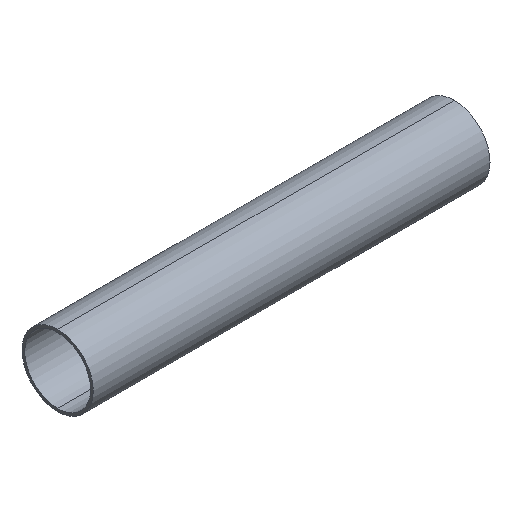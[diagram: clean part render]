
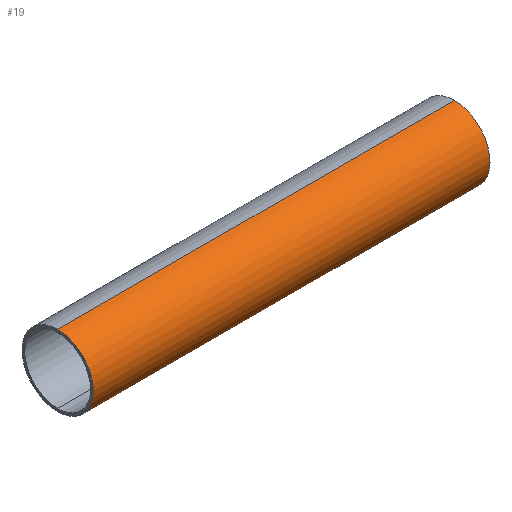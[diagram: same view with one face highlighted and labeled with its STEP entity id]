
A CAD part, isometric view. The second image highlights one B-rep face of the part: STEP entity #19.
In plain terms, the highlighted cylindrical face has radius 6.5 mm (diameter 13 mm), a partial arc.
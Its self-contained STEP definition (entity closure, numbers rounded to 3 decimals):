
#6 = CARTESIAN_POINT ( 'NONE',  ( 36.2, 0., 6.5 ) ) ;
#10 = VERTEX_POINT ( 'NONE', #32 ) ;
#19 = ADVANCED_FACE ( 'NONE', ( #198 ), #131, .T. ) ;
#28 = AXIS2_PLACEMENT_3D ( 'NONE', #134, #68, #65 ) ;
#32 = CARTESIAN_POINT ( 'NONE',  ( 36.2, 0., 6.5 ) ) ;
#39 = CARTESIAN_POINT ( 'NONE',  ( -36.2, 0., -6.5 ) ) ;
#43 = EDGE_CURVE ( 'NONE', #177, #155, #149, .T. ) ;
#50 = DIRECTION ( 'NONE',  ( 1., 0., 0. ) ) ;
#55 = EDGE_LOOP ( 'NONE', ( #141, #160, #73, #98 ) ) ;
#61 = VECTOR ( 'NONE', #214, 1000. ) ;
#65 = DIRECTION ( 'NONE',  ( 0., 0., -1. ) ) ;
#68 = DIRECTION ( 'NONE',  ( 1., 0., 0. ) ) ;
#73 = ORIENTED_EDGE ( 'NONE', *, *, #139, .T. ) ;
#78 = EDGE_CURVE ( 'NONE', #171, #155, #127, .T. ) ;
#89 = AXIS2_PLACEMENT_3D ( 'NONE', #170, #50, #111 ) ;
#98 = ORIENTED_EDGE ( 'NONE', *, *, #78, .T. ) ;
#111 = DIRECTION ( 'NONE',  ( 0., 0., -1. ) ) ;
#121 = CARTESIAN_POINT ( 'NONE',  ( 36.2, 0., 0. ) ) ;
#127 = CIRCLE ( 'NONE', #28, 6.5 ) ;
#131 = CYLINDRICAL_SURFACE ( 'NONE', #151, 6.5 ) ;
#134 = CARTESIAN_POINT ( 'NONE',  ( -36.2, 0., 0. ) ) ;
#139 = EDGE_CURVE ( 'NONE', #10, #171, #148, .T. ) ;
#141 = ORIENTED_EDGE ( 'NONE', *, *, #43, .F. ) ;
#148 = LINE ( 'NONE', #6, #183 ) ;
#149 = LINE ( 'NONE', #209, #61 ) ;
#151 = AXIS2_PLACEMENT_3D ( 'NONE', #121, #161, #165 ) ;
#154 = DIRECTION ( 'NONE',  ( -1., 0., 0. ) ) ;
#155 = VERTEX_POINT ( 'NONE', #39 ) ;
#160 = ORIENTED_EDGE ( 'NONE', *, *, #164, .F. ) ;
#161 = DIRECTION ( 'NONE',  ( -1., 0., 0. ) ) ;
#164 = EDGE_CURVE ( 'NONE', #10, #177, #194, .T. ) ;
#165 = DIRECTION ( 'NONE',  ( 0., 0., 1. ) ) ;
#167 = CARTESIAN_POINT ( 'NONE',  ( 36.2, 0., -6.5 ) ) ;
#170 = CARTESIAN_POINT ( 'NONE',  ( 36.2, 0., 0. ) ) ;
#171 = VERTEX_POINT ( 'NONE', #188 ) ;
#177 = VERTEX_POINT ( 'NONE', #167 ) ;
#183 = VECTOR ( 'NONE', #154, 1000. ) ;
#188 = CARTESIAN_POINT ( 'NONE',  ( -36.2, 0., 6.5 ) ) ;
#194 = CIRCLE ( 'NONE', #89, 6.5 ) ;
#198 = FACE_OUTER_BOUND ( 'NONE', #55, .T. ) ;
#209 = CARTESIAN_POINT ( 'NONE',  ( 36.2, 0., -6.5 ) ) ;
#214 = DIRECTION ( 'NONE',  ( -1., 0., 0. ) ) ;
